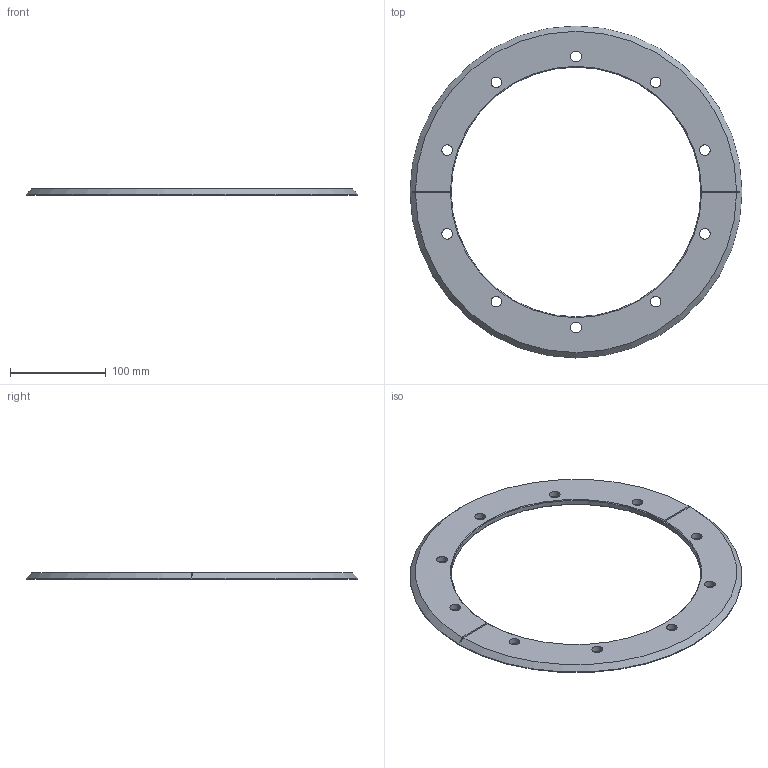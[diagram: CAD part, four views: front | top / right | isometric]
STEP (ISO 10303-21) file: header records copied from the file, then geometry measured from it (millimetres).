
FILE_DESCRIPTION (( 'STEP AP203' ), '1' );
FILE_NAME ('G456.STEP', '2022-04-27T15:20:06', ( '' ), ( '' ), 'SwSTEP 2.0', 'SolidWorks 2020', '' );
FILE_SCHEMA (( 'CONFIG_CONTROL_DESIGN' ));
Length unit declared in the file: inch
Products named in the file (1): G456
Bounding box: 346.07 x 346.07 x 6.35 mm (x, y, z)
Volume: 227976.7 mm3; surface area: 91644.7 mm2
Topology: 1 solids, 1 shells, 49 faces, 128 edges, 80 vertices
Faces by surface type: cylinder 28, cone 12, plane 7, torus 2
Entity records: 1697 total; most frequent: CARTESIAN_POINT 346, DIRECTION 276, ORIENTED_EDGE 256, EDGE_CURVE 128, AXIS2_PLACEMENT_3D 114, VERTEX_POINT 80, EDGE_LOOP 70, CIRCLE 64
